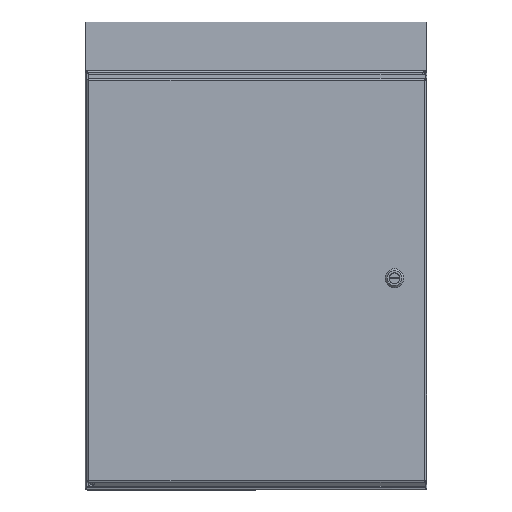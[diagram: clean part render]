
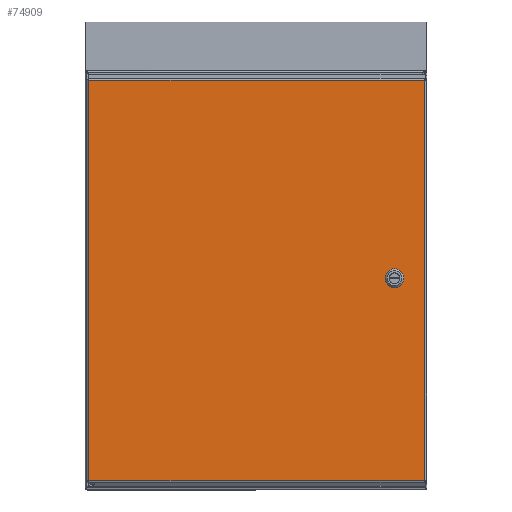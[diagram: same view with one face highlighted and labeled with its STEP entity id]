
A CAD part, top view. The second image highlights one B-rep face of the part: STEP entity #74909.
In plain terms, the highlighted planar face has unit normal (0, 0, 1).
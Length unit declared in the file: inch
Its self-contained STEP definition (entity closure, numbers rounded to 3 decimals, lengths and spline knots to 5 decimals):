
#916 = CARTESIAN_POINT ( 'NONE',  ( 8.50607, -1.07827, 8.8865 ) ) ;
#3072 = ORIENTED_EDGE ( 'NONE', *, *, #79082, .T. ) ;
#4084 = ORIENTED_EDGE ( 'NONE', *, *, #20621, .T. ) ;
#4087 = EDGE_CURVE ( 'NONE', #14924, #42138, #51445, .T. ) ;
#4170 = DIRECTION ( 'NONE',  ( 0., 1., 0. ) ) ;
#5316 = DIRECTION ( 'NONE',  ( 0., 0., -1. ) ) ;
#5968 = VERTEX_POINT ( 'NONE', #50780 ) ;
#6516 = DIRECTION ( 'NONE',  ( 0., 1., 0. ) ) ;
#6518 = DIRECTION ( 'NONE',  ( 0., -1., 0. ) ) ;
#9029 = FACE_OUTER_BOUND ( 'NONE', #76914, .T. ) ;
#9801 = DIRECTION ( 'NONE',  ( 1., 0., 0. ) ) ;
#11150 = DIRECTION ( 'NONE',  ( -1., 0., 0. ) ) ;
#13243 = ORIENTED_EDGE ( 'NONE', *, *, #4087, .T. ) ;
#13754 = VECTOR ( 'NONE', #9801, 39.37008 ) ;
#13947 = CARTESIAN_POINT ( 'NONE',  ( 7.89301, -1.69133, 8.8865 ) ) ;
#14924 = VERTEX_POINT ( 'NONE', #916 ) ;
#16391 = CARTESIAN_POINT ( 'NONE',  ( 0.04407, -13.14001, 8.8865 ) ) ;
#16500 = LINE ( 'NONE', #58320, #21329 ) ;
#17249 = DIRECTION ( 'NONE',  ( 0., 0., -1. ) ) ;
#17352 = CIRCLE ( 'NONE', #44086, 0.453 ) ;
#20621 = EDGE_CURVE ( 'NONE', #21033, #57224, #53050, .T. ) ;
#21033 = VERTEX_POINT ( 'NONE', #13947 ) ;
#21329 = VECTOR ( 'NONE', #27571, 39.37008 ) ;
#22168 = DIRECTION ( 'NONE',  ( -1., 0., 0. ) ) ;
#22487 = DIRECTION ( 'NONE',  ( -1., 0., 0. ) ) ;
#23343 = CARTESIAN_POINT ( 'NONE',  ( 0.04407, -1.41683, 8.8865 ) ) ;
#23750 = AXIS2_PLACEMENT_3D ( 'NONE', #46652, #65216, #22168 ) ;
#24669 = ORIENTED_EDGE ( 'NONE', *, *, #43549, .T. ) ;
#25681 = FACE_BOUND ( 'NONE', #39788, .T. ) ;
#26070 = CARTESIAN_POINT ( 'NONE',  ( 8.32019, -0.89233, 8.8865 ) ) ;
#27508 = ORIENTED_EDGE ( 'NONE', *, *, #61052, .T. ) ;
#27541 = ORIENTED_EDGE ( 'NONE', *, *, #55333, .T. ) ;
#27571 = DIRECTION ( 'NONE',  ( -1., 0., 0. ) ) ;
#28185 = VECTOR ( 'NONE', #58787, 39.37008 ) ;
#30022 = CARTESIAN_POINT ( 'NONE',  ( 8.50607, -1.5054, 8.8865 ) ) ;
#31256 = LINE ( 'NONE', #35746, #51937 ) ;
#32442 = EDGE_CURVE ( 'NONE', #42138, #65870, #17352, .T. ) ;
#33254 = LINE ( 'NONE', #45706, #52913 ) ;
#33521 = VECTOR ( 'NONE', #6518, 39.37008 ) ;
#33528 = DIRECTION ( 'NONE',  ( 0., -1., 0. ) ) ;
#35373 = CARTESIAN_POINT ( 'NONE',  ( 9.87632, -13.14001, 8.8865 ) ) ;
#35402 = CARTESIAN_POINT ( 'NONE',  ( 8.10654, -1.29179, 8.8865 ) ) ;
#35473 = PLANE ( 'NONE',  #66835 ) ;
#35746 = CARTESIAN_POINT ( 'NONE',  ( 9.87632, -1.41683, 8.8865 ) ) ;
#35808 = CARTESIAN_POINT ( 'NONE',  ( 8.32013, -1.69133, 8.8865 ) ) ;
#36213 = EDGE_CURVE ( 'NONE', #63910, #71575, #53930, .T. ) ;
#36631 = VECTOR ( 'NONE', #33528, 39.37008 ) ;
#39788 = EDGE_LOOP ( 'NONE', ( #75571, #77329, #27541, #13243, #66250, #27508, #4084, #24669 ) ) ;
#42138 = VERTEX_POINT ( 'NONE', #30022 ) ;
#42331 = VECTOR ( 'NONE', #6516, 39.37008 ) ;
#42454 = VERTEX_POINT ( 'NONE', #69179 ) ;
#43549 = EDGE_CURVE ( 'NONE', #57224, #63910, #72657, .T. ) ;
#44086 = AXIS2_PLACEMENT_3D ( 'NONE', #80979, #5316, #11150 ) ;
#44420 = VERTEX_POINT ( 'NONE', #61740 ) ;
#45706 = CARTESIAN_POINT ( 'NONE',  ( 0.04407, -0.89233, 8.8865 ) ) ;
#46652 = CARTESIAN_POINT ( 'NONE',  ( 8.10657, -1.29183, 8.8865 ) ) ;
#46732 = CARTESIAN_POINT ( 'NONE',  ( 8.50607, -1.41683, 8.8865 ) ) ;
#48397 = DIRECTION ( 'NONE',  ( 0., 0., 1. ) ) ;
#49920 = CARTESIAN_POINT ( 'NONE',  ( 7.70707, -1.41683, 8.8865 ) ) ;
#50780 = CARTESIAN_POINT ( 'NONE',  ( -9.78818, -13.14001, 8.8865 ) ) ;
#51445 = LINE ( 'NONE', #46732, #36631 ) ;
#51937 = VECTOR ( 'NONE', #4170, 39.37008 ) ;
#52913 = VECTOR ( 'NONE', #76053, 39.37008 ) ;
#53050 = CIRCLE ( 'NONE', #23750, 0.453 ) ;
#53133 = EDGE_CURVE ( 'NONE', #42454, #5968, #73701, .T. ) ;
#53930 = CIRCLE ( 'NONE', #74319, 0.453 ) ;
#54214 = EDGE_CURVE ( 'NONE', #44420, #42454, #70321, .T. ) ;
#54706 = CARTESIAN_POINT ( 'NONE',  ( 7.70707, -1.5054, 8.8865 ) ) ;
#55199 = DIRECTION ( 'NONE',  ( 1., 0., 0. ) ) ;
#55333 = EDGE_CURVE ( 'NONE', #73626, #14924, #70985, .T. ) ;
#57224 = VERTEX_POINT ( 'NONE', #54706 ) ;
#58320 = CARTESIAN_POINT ( 'NONE',  ( 0.04407, -1.69133, 8.8865 ) ) ;
#58787 = DIRECTION ( 'NONE',  ( -1., 0., 0. ) ) ;
#59063 = CARTESIAN_POINT ( 'NONE',  ( 0.04407, 10.30634, 8.8865 ) ) ;
#59862 = CARTESIAN_POINT ( 'NONE',  ( 7.89307, -0.89233, 8.8865 ) ) ;
#60073 = AXIS2_PLACEMENT_3D ( 'NONE', #35402, #60085, #22487 ) ;
#60085 = DIRECTION ( 'NONE',  ( 0., 0., -1. ) ) ;
#60846 = DIRECTION ( 'NONE',  ( -1., 0., 0. ) ) ;
#61052 = EDGE_CURVE ( 'NONE', #65870, #21033, #16500, .T. ) ;
#61221 = CARTESIAN_POINT ( 'NONE',  ( 7.70707, -1.07827, 8.8865 ) ) ;
#61740 = CARTESIAN_POINT ( 'NONE',  ( 9.87632, 10.30634, 8.8865 ) ) ;
#63910 = VERTEX_POINT ( 'NONE', #61221 ) ;
#65216 = DIRECTION ( 'NONE',  ( 0., 0., -1. ) ) ;
#65870 = VERTEX_POINT ( 'NONE', #35808 ) ;
#66250 = ORIENTED_EDGE ( 'NONE', *, *, #32442, .T. ) ;
#66593 = CARTESIAN_POINT ( 'NONE',  ( 8.10654, -1.29188, 8.8865 ) ) ;
#66835 = AXIS2_PLACEMENT_3D ( 'NONE', #23343, #48397, #55199 ) ;
#69179 = CARTESIAN_POINT ( 'NONE',  ( -9.78818, 10.30634, 8.8865 ) ) ;
#70321 = LINE ( 'NONE', #59063, #28185 ) ;
#70985 = CIRCLE ( 'NONE', #60073, 0.453 ) ;
#71575 = VERTEX_POINT ( 'NONE', #59862 ) ;
#72657 = LINE ( 'NONE', #49920, #42331 ) ;
#73475 = ORIENTED_EDGE ( 'NONE', *, *, #54214, .T. ) ;
#73626 = VERTEX_POINT ( 'NONE', #26070 ) ;
#73701 = LINE ( 'NONE', #75586, #33521 ) ;
#73923 = ORIENTED_EDGE ( 'NONE', *, *, #78504, .T. ) ;
#74034 = VERTEX_POINT ( 'NONE', #35373 ) ;
#74319 = AXIS2_PLACEMENT_3D ( 'NONE', #66593, #17249, #60846 ) ;
#74909 = ADVANCED_FACE ( 'NONE', ( #25681, #9029 ), #35473, .T. ) ;
#75571 = ORIENTED_EDGE ( 'NONE', *, *, #36213, .T. ) ;
#75586 = CARTESIAN_POINT ( 'NONE',  ( -9.78818, -1.41683, 8.8865 ) ) ;
#75793 = EDGE_CURVE ( 'NONE', #71575, #73626, #33254, .T. ) ;
#76053 = DIRECTION ( 'NONE',  ( 1., 0., 0. ) ) ;
#76914 = EDGE_LOOP ( 'NONE', ( #73475, #81191, #73923, #3072 ) ) ;
#77329 = ORIENTED_EDGE ( 'NONE', *, *, #75793, .T. ) ;
#77476 = LINE ( 'NONE', #16391, #13754 ) ;
#78504 = EDGE_CURVE ( 'NONE', #5968, #74034, #77476, .T. ) ;
#79082 = EDGE_CURVE ( 'NONE', #74034, #44420, #31256, .T. ) ;
#80979 = CARTESIAN_POINT ( 'NONE',  ( 8.10657, -1.29183, 8.8865 ) ) ;
#81191 = ORIENTED_EDGE ( 'NONE', *, *, #53133, .T. ) ;
